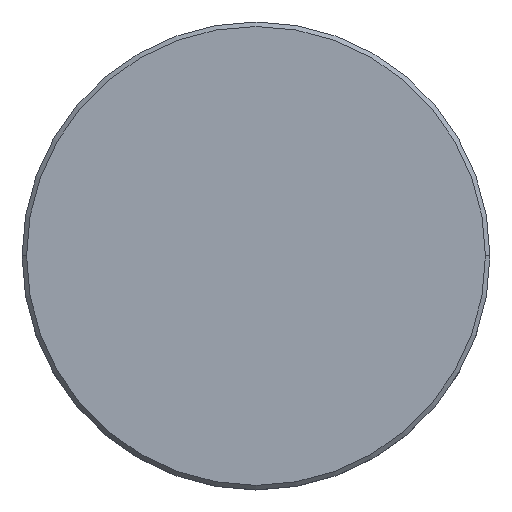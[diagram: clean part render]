
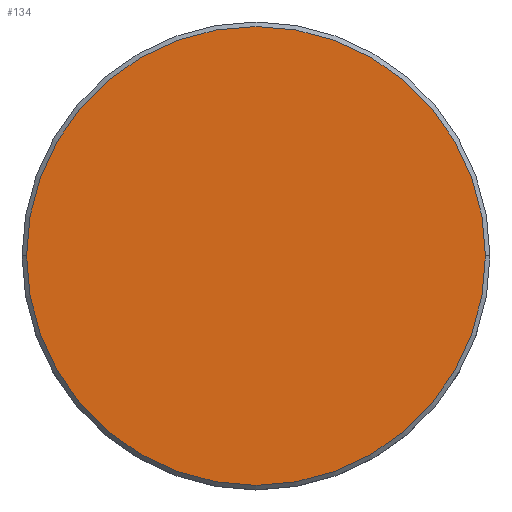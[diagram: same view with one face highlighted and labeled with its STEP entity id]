
A CAD part, top view. The second image highlights one B-rep face of the part: STEP entity #134.
In plain terms, the highlighted planar face has unit normal (0, 0, 1).
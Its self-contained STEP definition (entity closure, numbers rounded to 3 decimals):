
#11 = FACE_OUTER_BOUND ( 'NONE', #739, .T. ) ;
#77 = DIRECTION ( 'NONE',  ( 0., 0., 1. ) ) ;
#88 = CARTESIAN_POINT ( 'NONE',  ( -25.5, 0., 0. ) ) ;
#134 = ADVANCED_FACE ( 'NONE', ( #11 ), #292, .T. ) ;
#162 = CIRCLE ( 'NONE', #827, 25.5 ) ;
#179 = ORIENTED_EDGE ( 'NONE', *, *, #411, .T. ) ;
#289 = VERTEX_POINT ( 'NONE', #598 ) ;
#292 = PLANE ( 'NONE',  #489 ) ;
#294 = ORIENTED_EDGE ( 'NONE', *, *, #777, .T. ) ;
#297 = DIRECTION ( 'NONE',  ( 0., 0., 1. ) ) ;
#411 = EDGE_CURVE ( 'NONE', #289, #927, #563, .T. ) ;
#430 = DIRECTION ( 'NONE',  ( 1., 0., 0. ) ) ;
#489 = AXIS2_PLACEMENT_3D ( 'NONE', #833, #297, #1129 ) ;
#514 = DIRECTION ( 'NONE',  ( 0., 0., 1. ) ) ;
#563 = CIRCLE ( 'NONE', #641, 25.5 ) ;
#598 = CARTESIAN_POINT ( 'NONE',  ( 25.5, 0., 0. ) ) ;
#614 = CARTESIAN_POINT ( 'NONE',  ( 0., 0., 0. ) ) ;
#641 = AXIS2_PLACEMENT_3D ( 'NONE', #614, #77, #1174 ) ;
#685 = CARTESIAN_POINT ( 'NONE',  ( 0., 0., 0. ) ) ;
#739 = EDGE_LOOP ( 'NONE', ( #294, #179 ) ) ;
#777 = EDGE_CURVE ( 'NONE', #927, #289, #162, .T. ) ;
#827 = AXIS2_PLACEMENT_3D ( 'NONE', #685, #514, #430 ) ;
#833 = CARTESIAN_POINT ( 'NONE',  ( 0., 0., 0. ) ) ;
#927 = VERTEX_POINT ( 'NONE', #88 ) ;
#1129 = DIRECTION ( 'NONE',  ( 1., 0., 0. ) ) ;
#1174 = DIRECTION ( 'NONE',  ( 1., 0., 0. ) ) ;
